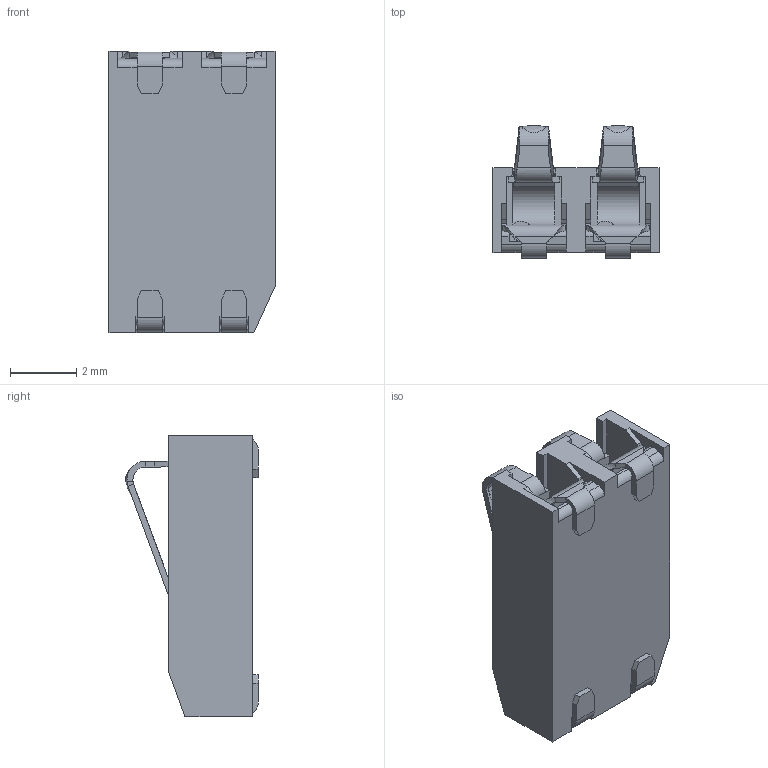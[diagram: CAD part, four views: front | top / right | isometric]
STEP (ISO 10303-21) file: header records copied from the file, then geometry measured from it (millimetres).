
FILE_DESCRIPTION((''),'2;1');
FILE_NAME('_70AAJ2MO','2012-11-21T',('stevec'),('Bourns, Inc.'),'PRO/ENGINEER BY PARAMETRIC TECHNOLOGY CORPORATION, 2012230','PRO/ENGINEER BY PARAMETRIC TECHNOLOGY CORPORATION, 2012230','');
FILE_SCHEMA(('CONFIG_CONTROL_DESIGN'));
Length unit declared in the file: inch
Products named in the file (1): _70AAJ2MO
Bounding box: 5 x 3.99 x 8.48 mm (x, y, z)
Surface area: 336.4 mm2 (no closed solid volume)
Topology: 0 solids, 1 shells, 399 faces, 1102 edges, 680 vertices
Faces by surface type: plane 282, cylinder 83, bspline 28, sphere 4, extrusion 2
Entity records: 13594 total; most frequent: CARTESIAN_POINT 3522, ORIENTED_EDGE 2180, DIRECTION 1955, EDGE_CURVE 1094, VECTOR 871, LINE 869, VERTEX_POINT 680, AXIS2_PLACEMENT_3D 542
